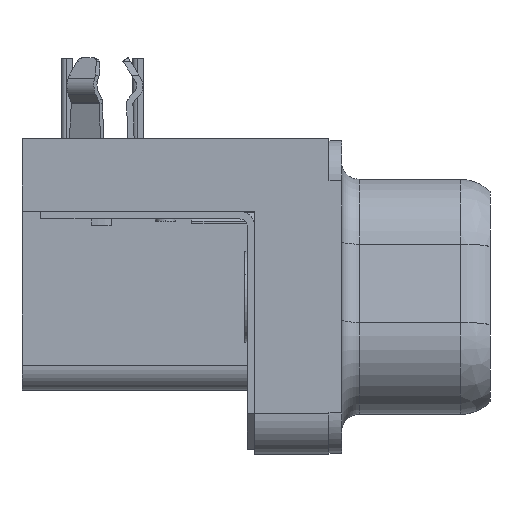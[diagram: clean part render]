
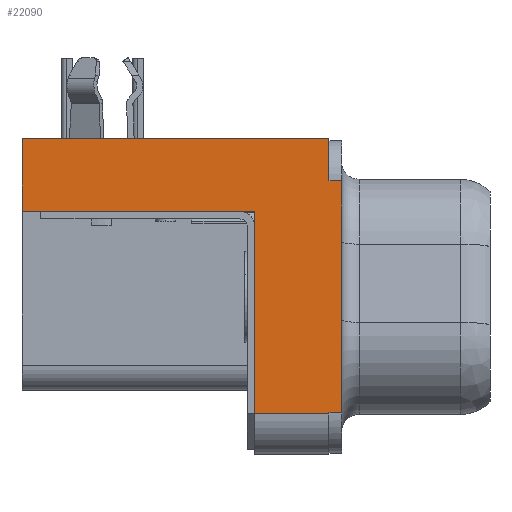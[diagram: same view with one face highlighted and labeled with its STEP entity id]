
A CAD part, left-side view. The second image highlights one B-rep face of the part: STEP entity #22090.
In plain terms, the highlighted planar face has unit normal (-1, 0, 0).
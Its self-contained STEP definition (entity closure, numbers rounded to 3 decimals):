
#216=DIRECTION('',(0.,0.,1.));
#217=VECTOR('',#216,8.05);
#218=CARTESIAN_POINT('',(-15.405,2.95,-10.95));
#219=LINE('4920',#218,#217);
#814=DIRECTION('',(0.,0.,1.));
#815=VECTOR('',#814,9.22);
#816=CARTESIAN_POINT('',(-15.405,-0.5,-10.91));
#817=LINE('5503',#816,#815);
#2048=DIRECTION('',(0.,0.,1.));
#2049=VECTOR('',#2048,1.69);
#2050=CARTESIAN_POINT('',(-15.405,0.,-1.69));
#2051=LINE('6069',#2050,#2049);
#2064=DIRECTION('',(0.,-1.,0.));
#2065=VECTOR('',#2064,0.5);
#2066=CARTESIAN_POINT('',(-15.405,0.,-1.69));
#2067=LINE('6106',#2066,#2065);
#2068=DIRECTION('',(0.,-1.,0.));
#2069=VECTOR('',#2068,0.5);
#2070=CARTESIAN_POINT('',(-15.405,0.,-10.91));
#2071=LINE('6105',#2070,#2069);
#2072=CARTESIAN_POINT('',(-15.405,0.,-10.95));
#2073=CARTESIAN_POINT('',(-15.405,0.,-10.943));
#2074=CARTESIAN_POINT('',(-15.405,0.,-10.93));
#2075=CARTESIAN_POINT('',(-15.405,0.,-10.917));
#2076=CARTESIAN_POINT('',(-15.405,0.,-10.91));
#2078=DIRECTION('',(0.,1.,0.));
#2079=VECTOR('',#2078,2.95);
#2080=CARTESIAN_POINT('',(-15.405,0.,-10.95));
#2081=LINE('6071',#2080,#2079);
#2082=DIRECTION('',(0.,1.,0.));
#2083=VECTOR('',#2082,9.25);
#2084=CARTESIAN_POINT('',(-15.405,2.95,-2.9));
#2085=LINE('4921',#2084,#2083);
#5138=DIRECTION('',(0.,1.,0.));
#5139=VECTOR('',#5138,12.2);
#5140=CARTESIAN_POINT('',(-15.405,0.,0.));
#5141=LINE('4925',#5140,#5139);
#5208=DIRECTION('',(0.,0.,1.));
#5209=VECTOR('',#5208,2.9);
#5210=CARTESIAN_POINT('',(-15.405,12.2,-2.9));
#5211=LINE('4915',#5210,#5209);
#15268=CARTESIAN_POINT('',(-15.405,2.95,-10.95));
#15270=VERTEX_POINT('',#15268);
#15275=CARTESIAN_POINT('',(-15.405,12.2,-2.9));
#15276=CARTESIAN_POINT('',(-15.405,12.2,0.));
#15277=VERTEX_POINT('',#15275);
#15278=VERTEX_POINT('',#15276);
#15289=CARTESIAN_POINT('',(-15.405,2.95,-2.9));
#15290=VERTEX_POINT('',#15289);
#15295=CARTESIAN_POINT('',(-15.405,0.,0.));
#15296=VERTEX_POINT('',#15295);
#15924=CARTESIAN_POINT('',(-15.405,-0.5,-10.91));
#15926=VERTEX_POINT('',#15924);
#15927=CARTESIAN_POINT('',(-15.405,-0.5,-1.69));
#15928=VERTEX_POINT('',#15927);
#16572=CARTESIAN_POINT('',(-15.405,0.,-10.95));
#16574=VERTEX_POINT('',#16572);
#16575=VERTEX_POINT('',#2076);
#16576=CARTESIAN_POINT('',(-15.405,0.,-1.69));
#16578=VERTEX_POINT('',#16576);
#22067=CARTESIAN_POINT('',(-15.405,0.,-10.95));
#22068=DIRECTION('',(-1.,0.,0.));
#22069=DIRECTION('',(0.,0.,1.));
#22070=AXIS2_PLACEMENT_3D('',#22067,#22068,#22069);
#22071=PLANE('3583',#22070);
#22072=ORIENTED_EDGE('6069',*,*,#22045,.F.);
#22073=ORIENTED_EDGE('6106',*,*,#22062,.T.);
#22074=ORIENTED_EDGE('5503',*,*,#20382,.F.);
#22076=ORIENTED_EDGE('6105',*,*,#22075,.F.);
#22078=ORIENTED_EDGE('5983',*,*,#22077,.F.);
#22080=ORIENTED_EDGE('6071',*,*,#22079,.T.);
#22081=ORIENTED_EDGE('4920',*,*,#19598,.T.);
#22083=ORIENTED_EDGE('4921',*,*,#22082,.T.);
#22085=ORIENTED_EDGE('4915',*,*,#22084,.T.);
#22087=ORIENTED_EDGE('4925',*,*,#22086,.F.);
#22088=EDGE_LOOP('3583',(#22072,#22073,#22074,#22076,#22078,#22080,#22081,
#22083,#22085,#22087));
#22089=FACE_OUTER_BOUND('3583',#22088,.F.);
#22090=ADVANCED_FACE('3583',(#22089),#22071,.T.);
#2077=B_SPLINE_CURVE_WITH_KNOTS('5983',3,(#2072,#2073,#2074,#2075,#2076),
.UNSPECIFIED.,.F.,.F.,(4,1,4),(0.,0.5,1.),.UNSPECIFIED.);
#19598=EDGE_CURVE('4920',#15270,#15290,#219,.T.);
#20382=EDGE_CURVE('5503',#15926,#15928,#817,.T.);
#22045=EDGE_CURVE('6069',#16578,#15296,#2051,.T.);
#22062=EDGE_CURVE('6106',#16578,#15928,#2067,.T.);
#22075=EDGE_CURVE('6105',#16575,#15926,#2071,.T.);
#22077=EDGE_CURVE('5983',#16574,#16575,#2077,.T.);
#22079=EDGE_CURVE('6071',#16574,#15270,#2081,.T.);
#22082=EDGE_CURVE('4921',#15290,#15277,#2085,.T.);
#22084=EDGE_CURVE('4915',#15277,#15278,#5211,.T.);
#22086=EDGE_CURVE('4925',#15296,#15278,#5141,.T.);
